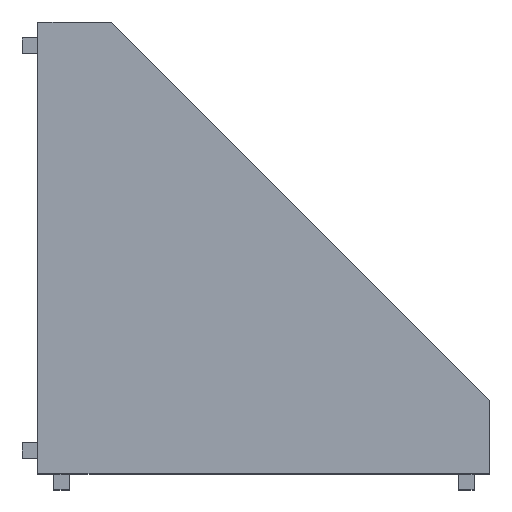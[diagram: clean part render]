
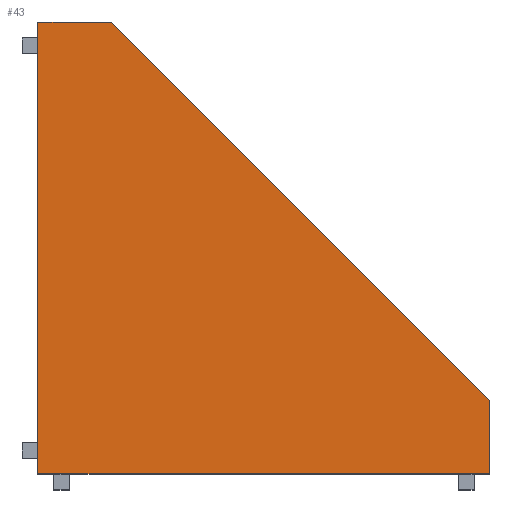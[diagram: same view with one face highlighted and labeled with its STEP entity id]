
A CAD part, top view. The second image highlights one B-rep face of the part: STEP entity #43.
In plain terms, the highlighted planar face has unit normal (0, 0, 1).
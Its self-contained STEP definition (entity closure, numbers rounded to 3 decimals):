
#17 = ORIENTED_EDGE ( 'NONE', *, *, #210, .T. ) ;
#43 = ADVANCED_FACE ( 'NONE', ( #1377 ), #73, .T. ) ;
#56 = CARTESIAN_POINT ( 'NONE',  ( 0., 0., 21.5 ) ) ;
#62 = EDGE_CURVE ( 'NONE', #183, #1254, #1128, .T. ) ;
#73 = PLANE ( 'NONE',  #418 ) ;
#103 = DIRECTION ( 'NONE',  ( 1., 0., 0. ) ) ;
#125 = LINE ( 'NONE', #548, #929 ) ;
#179 = CARTESIAN_POINT ( 'NONE',  ( 7., 86., 21.5 ) ) ;
#182 = CARTESIAN_POINT ( 'NONE',  ( 14., 86., 21.5 ) ) ;
#183 = VERTEX_POINT ( 'NONE', #756 ) ;
#210 = EDGE_CURVE ( 'NONE', #985, #613, #1287, .T. ) ;
#342 = ORIENTED_EDGE ( 'NONE', *, *, #750, .T. ) ;
#378 = EDGE_LOOP ( 'NONE', ( #947, #342, #17, #416, #1230 ) ) ;
#394 = DIRECTION ( 'NONE',  ( 0., 0., 1. ) ) ;
#416 = ORIENTED_EDGE ( 'NONE', *, *, #625, .T. ) ;
#418 = AXIS2_PLACEMENT_3D ( 'NONE', #56, #394, #481 ) ;
#469 = EDGE_CURVE ( 'NONE', #1254, #579, #1368, .T. ) ;
#481 = DIRECTION ( 'NONE',  ( 1., 0., 0. ) ) ;
#495 = VECTOR ( 'NONE', #940, 1000. ) ;
#506 = VECTOR ( 'NONE', #103, 1000. ) ;
#548 = CARTESIAN_POINT ( 'NONE',  ( 0., 86., 21.5 ) ) ;
#579 = VERTEX_POINT ( 'NONE', #1382 ) ;
#587 = CARTESIAN_POINT ( 'NONE',  ( 14., 86., 21.5 ) ) ;
#613 = VERTEX_POINT ( 'NONE', #1397 ) ;
#625 = EDGE_CURVE ( 'NONE', #613, #183, #1299, .T. ) ;
#640 = CARTESIAN_POINT ( 'NONE',  ( 0., 0., 21.5 ) ) ;
#750 = EDGE_CURVE ( 'NONE', #579, #985, #125, .T. ) ;
#756 = CARTESIAN_POINT ( 'NONE',  ( 86., 14., 21.5 ) ) ;
#760 = VECTOR ( 'NONE', #916, 1000. ) ;
#901 = CARTESIAN_POINT ( 'NONE',  ( 0., 0., 21.5 ) ) ;
#916 = DIRECTION ( 'NONE',  ( -0.707, 0.707, 0. ) ) ;
#929 = VECTOR ( 'NONE', #983, 1000. ) ;
#940 = DIRECTION ( 'NONE',  ( -1., 0., 0. ) ) ;
#946 = DIRECTION ( 'NONE',  ( 0., 1., 0. ) ) ;
#947 = ORIENTED_EDGE ( 'NONE', *, *, #469, .T. ) ;
#983 = DIRECTION ( 'NONE',  ( 0., -1., 0. ) ) ;
#985 = VERTEX_POINT ( 'NONE', #901 ) ;
#1076 = CARTESIAN_POINT ( 'NONE',  ( 86., 0., 21.5 ) ) ;
#1128 = LINE ( 'NONE', #587, #760 ) ;
#1196 = VECTOR ( 'NONE', #946, 1000. ) ;
#1230 = ORIENTED_EDGE ( 'NONE', *, *, #62, .T. ) ;
#1254 = VERTEX_POINT ( 'NONE', #182 ) ;
#1287 = LINE ( 'NONE', #640, #506 ) ;
#1299 = LINE ( 'NONE', #1076, #1196 ) ;
#1368 = LINE ( 'NONE', #179, #495 ) ;
#1377 = FACE_OUTER_BOUND ( 'NONE', #378, .T. ) ;
#1382 = CARTESIAN_POINT ( 'NONE',  ( 0., 86., 21.5 ) ) ;
#1397 = CARTESIAN_POINT ( 'NONE',  ( 86., 0., 21.5 ) ) ;
